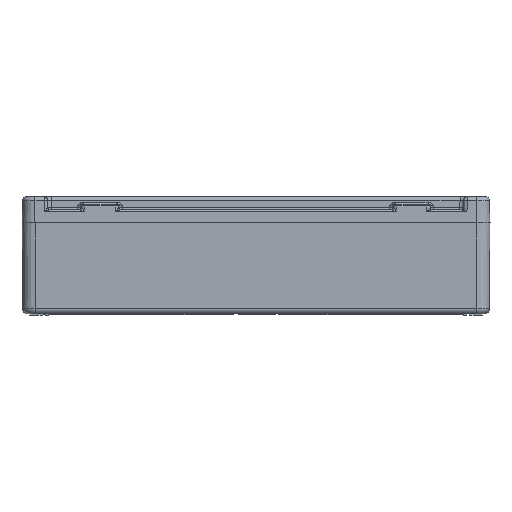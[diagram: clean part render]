
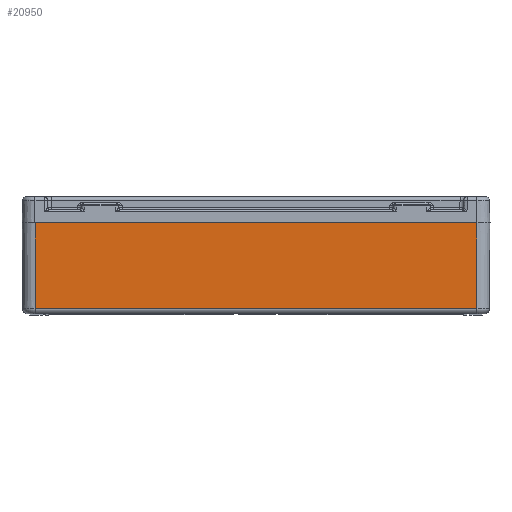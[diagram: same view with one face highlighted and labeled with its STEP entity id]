
A CAD part, front view. The second image highlights one B-rep face of the part: STEP entity #20950.
In plain terms, the highlighted face is planar.
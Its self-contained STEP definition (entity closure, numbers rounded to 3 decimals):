
#2578=FACE_OUTER_BOUND($,#3965,.T.);
#3965=EDGE_LOOP($,(#17183,#17184,#17185,#17186));
#5522=LINE($,#34183,#7112);
#5524=LINE($,#34189,#7114);
#5746=LINE($,#34946,#7336);
#5747=LINE($,#34947,#7337);
#7112=VECTOR($,#24712,13.386);
#7114=VECTOR($,#24718,2.6);
#7336=VECTOR($,#25578,13.386);
#7337=VECTOR($,#25579,2.6);
#9515=VERTEX_POINT($,#34175);
#9516=VERTEX_POINT($,#34179);
#9518=VERTEX_POINT($,#34187);
#9734=VERTEX_POINT($,#34945);
#11971=EDGE_CURVE($,#9515,#9516,#5522,.T.);
#11974=EDGE_CURVE($,#9518,#9515,#5524,.T.);
#12321=EDGE_CURVE($,#9518,#9734,#5746,.T.);
#12322=EDGE_CURVE($,#9734,#9516,#5747,.T.);
#17183=ORIENTED_EDGE($,*,*,#11971,.F.);
#17184=ORIENTED_EDGE($,*,*,#11974,.F.);
#17185=ORIENTED_EDGE($,*,*,#12321,.T.);
#17186=ORIENTED_EDGE($,*,*,#12322,.T.);
#20109=PLANE($,#22188);
#20950=ADVANCED_FACE($,(#2578),#20109,.T.);
#22188=AXIS2_PLACEMENT_3D($,#34944,#25576,#25577);
#24712=DIRECTION($,(-1.,0.,0.));
#24718=DIRECTION($,(0.,-0.008,1.));
#25576=DIRECTION('center_axis',(0.,1.,0.008));
#25577=DIRECTION('ref_axis',(-1.,0.,0.));
#25578=DIRECTION($,(-1.,0.,0.));
#25579=DIRECTION($,(0.,-0.008,1.));
#34175=CARTESIAN_POINT('',(6.693,7.067,-0.156));
#34179=CARTESIAN_POINT('',(-6.693,7.067,-0.156));
#34183=CARTESIAN_POINT($,(6.693,7.067,-0.156));
#34187=CARTESIAN_POINT('',(6.693,7.087,-2.756));
#34189=CARTESIAN_POINT($,(6.693,7.087,-2.756));
#34944=CARTESIAN_POINT('Origin',(-6.693,7.087,-2.756));
#34945=CARTESIAN_POINT('',(-6.693,7.087,-2.756));
#34946=CARTESIAN_POINT($,(6.693,7.087,-2.756));
#34947=CARTESIAN_POINT($,(-6.693,7.087,-2.756));
